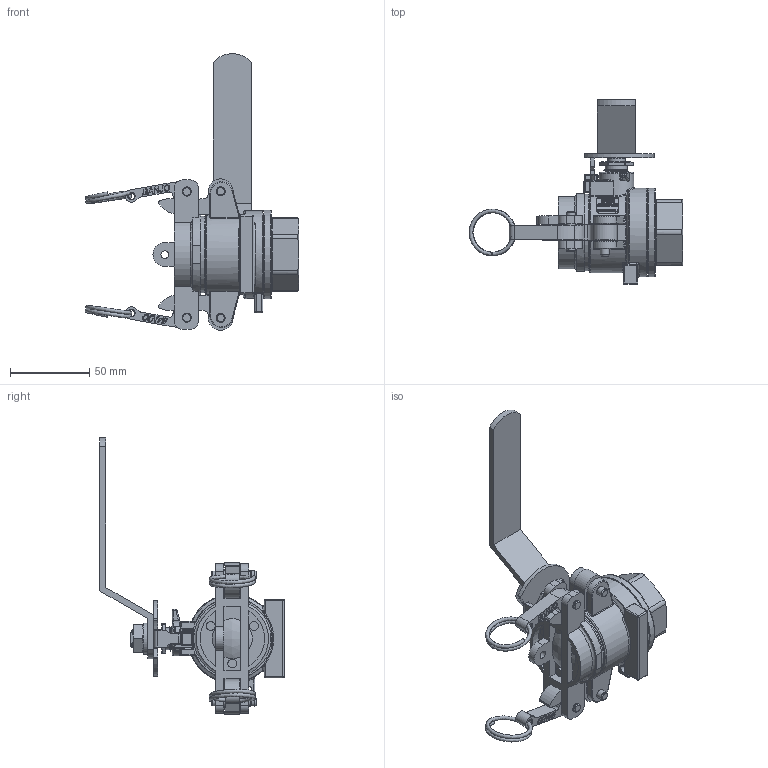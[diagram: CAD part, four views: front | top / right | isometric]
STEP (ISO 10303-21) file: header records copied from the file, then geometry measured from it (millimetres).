
FILE_DESCRIPTION(/* description */ ('1" DRY MATE MALE BODY UNMACH'),/* implementation_level */ '2;1');
FILE_NAME(/* name */ 'DM100ASS.stp',/* time_stamp */ '2016-09-02T09:17:21-04:00',/* author */ ('ALR'),/* organization */ (''),/* preprocessor_version */ 'ST-DEVELOPER v16.1',/* originating_system */ 'Autodesk Inventor 2016',/* authorisation */ '');
FILE_SCHEMA (('AUTOMOTIVE_DESIGN { 1 0 10303 214 3 1 1 }'));
Products named in the file (28): DM10254MSSX; DM10254MSS; 100P; DM10312; DM10313; DM10311; 100XK; 100RING; 100K; DM100CAP; DM10151SS; DM10153MSS; DM10155SS; DM10255SS; DM10258; DM10281; DM10288SS; DM10300; VSS10020; VSS10021; VSS10060; VSS10159; VSS10160F; VSS10160M; VSS10204; VSS10258; DM10257SS; DM100ASS
Assembly tree (33 placements, depth 4):
  DM100ASS
    DM10254MSS
      DM10254MSSX
    100P  x2
    DM100CAP
      DM10312
      DM10313
      DM10311
      100K  x2
        100XK
        100RING
      100P  x2
    DM10151SS
    DM10153MSS
    DM10155SS
    DM10255SS
    DM10258
    DM10281  x2
    DM10288SS
    DM10300  x2
    VSS10020
    VSS10021
    VSS10060
    VSS10159
    VSS10160F
    VSS10160M
    VSS10204
    VSS10258
    DM10257SS
Bounding box: 135.02 x 116.54 x 174.88 mm (x, y, z)
Volume: 167471 mm3; surface area: 100261.7 mm2
Topology: 34 solids, 34 shells, 2322 faces, 5840 edges, 3730 vertices
Faces by surface type: plane 874, bspline 730, cylinder 490, torus 85, cone 82, sphere 61
Full cylindrical faces by diameter (mm): 0.254 x2, 3.175 x3, 3.962 x2, 4.762 x1, 4.775 x1, 5.512 x4, 5.537 x4, 5.563 x4, 5.588 x3, 5.715 x2, 5.791 x2, 9.728 x1, 10.973 x2, 11.024 x1, 11.125 x1, 11.227 x1, 11.836 x1, 13.655 x2, 13.97 x1, 14.224 x1, 14.326 x2, 14.351 x1, 14.961 x1, 15.85 x1, 16.256 x1, 21.996 x1, 24.765 x1, 24.892 x1, 25.222 x1, 27.33 x1
Entity records: 81730 total; most frequent: CARTESIAN_POINT 36991, ORIENTED_EDGE 9900, DIRECTION 7464, EDGE_CURVE 4950, VERTEX_POINT 3228, AXIS2_PLACEMENT_3D 2611, EDGE_LOOP 2362, LINE 2242
